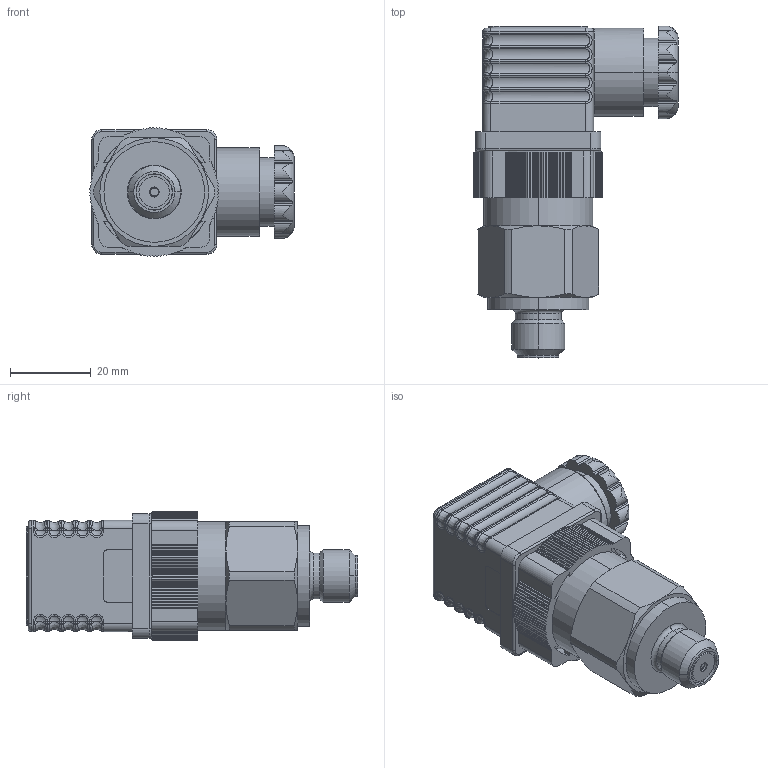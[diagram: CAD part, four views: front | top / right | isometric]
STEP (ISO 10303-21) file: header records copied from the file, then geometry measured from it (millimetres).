
FILE_DESCRIPTION (( 'STEP AP214' ), '1' );
FILE_NAME ('48.STEP', '2020-02-10T07:49:28', ( '' ), ( '' ), 'SwSTEP 2.0', 'SolidWorks 2019', '' );
FILE_SCHEMA (( 'AUTOMOTIVE_DESIGN' ));
Length unit declared in the file: millimetre
Products named in the file (1): 48
Bounding box: 50.75 x 82.45 x 32 mm (x, y, z)
Surface area: 14110.1 mm2 (no closed solid volume)
Topology: 0 solids, 8 shells, 671 faces, 1934 edges, 1238 vertices
Faces by surface type: plane 272, cylinder 241, bspline 86, torus 44, cone 18, sphere 10
Entity records: 32303 total; most frequent: CARTESIAN_POINT 7898, ORIENTED_EDGE 3638, DIRECTION 3433, EDGE_CURVE 1930, VERTEX_POINT 1238, AXIS2_PLACEMENT_3D 1209, LINE 1015, VECTOR 1015
